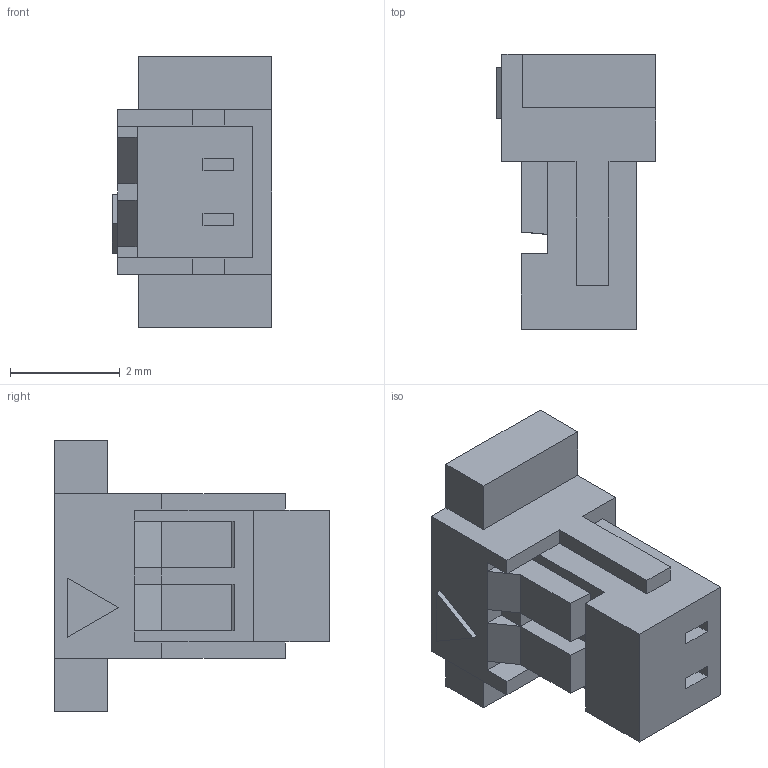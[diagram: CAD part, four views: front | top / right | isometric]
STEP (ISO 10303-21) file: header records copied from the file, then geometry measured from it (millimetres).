
FILE_DESCRIPTION(('FreeCAD Model'),'2;1');
FILE_NAME('Open CASCADE Shape Model','2022-01-26T13:34:33',(''),(''), 'Open CASCADE STEP processor 7.5','FreeCAD','Unknown');
FILE_SCHEMA(('AUTOMOTIVE_DESIGN { 1 0 10303 214 1 1 1 1 }'));
Length unit declared in the file: millimetre
Products named in the file (1): Body007
Bounding box: 2.9 x 5 x 4.94 mm (x, y, z)
Volume: 35.8 mm3; surface area: 88.4 mm2
Topology: 1 solids, 1 shells, 60 faces, 153 edges, 98 vertices
Faces by surface type: plane 60
Entity records: 1782 total; most frequent: CARTESIAN_POINT 312, ORIENTED_EDGE 306, DIRECTION 275, EDGE_CURVE 153, LINE 153, VECTOR 153, VERTEX_POINT 98, FACE_BOUND 63
